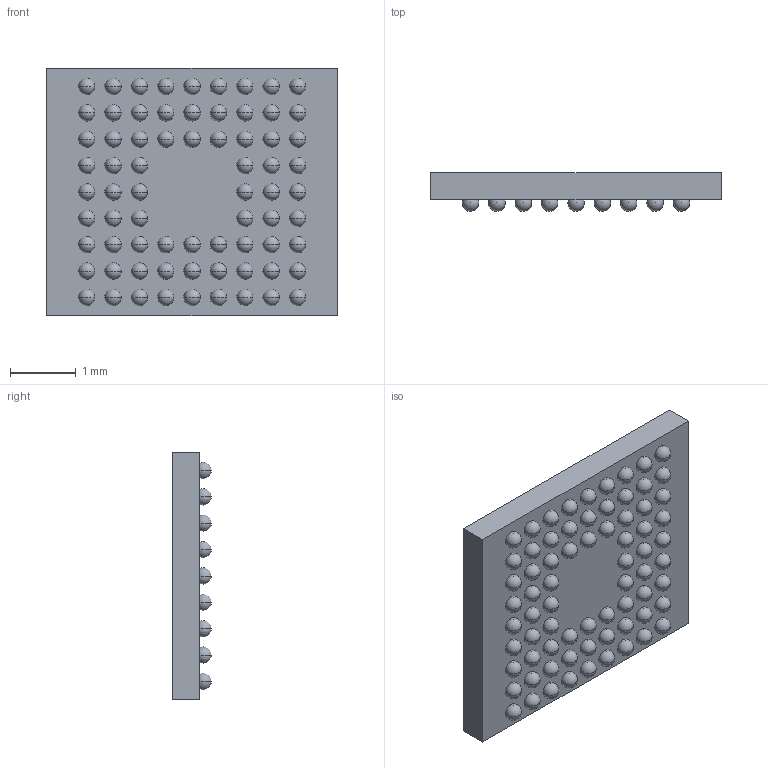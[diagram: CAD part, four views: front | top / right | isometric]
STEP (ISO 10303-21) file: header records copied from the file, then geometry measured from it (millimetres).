
FILE_DESCRIPTION (( 'STEP AP214' ), '1' );
FILE_NAME ('STM32L476JEY6TR.STEP', '2020-03-27T18:53:28', ( '' ), ( '' ), 'SwSTEP 2.0', 'SolidWorks 2018', '' );
FILE_SCHEMA (( 'AUTOMOTIVE_DESIGN' ));
Length unit declared in the file: millimetre
Products named in the file (1): STM32L476JEY6TR
Bounding box: 4.41 x 0.58 x 3.76 mm (x, y, z)
Volume: 7.3 mm3; surface area: 52.7 mm2
Topology: 73 solids, 73 shells, 222 faces, 660 edges, 440 vertices
Faces by surface type: sphere 144, plane 78
Entity records: 5590 total; most frequent: DIRECTION 1034, CARTESIAN_POINT 747, ORIENTED_EDGE 600, AXIS2_PLACEMENT_3D 511, EDGE_CURVE 300, CIRCLE 288, VERTEX_POINT 224, FACE_OUTER_BOUND 222
